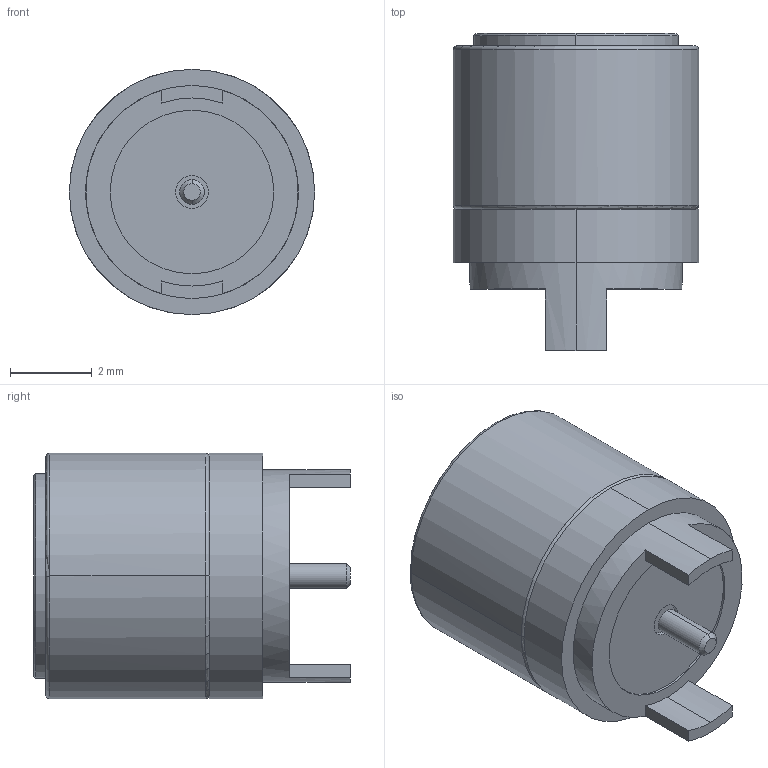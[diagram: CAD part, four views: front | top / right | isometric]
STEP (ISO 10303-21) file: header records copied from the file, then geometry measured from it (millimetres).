
FILE_DESCRIPTION (( 'STEP AP203' ), '1' );
FILE_NAME ('686-B02122001B1.STEP', '2023-02-14T08:46:49', ( 'Magnum' ), ( '' ), 'SwSTEP 2.0', 'SolidWorks 2020', '' );
FILE_SCHEMA (( 'CONFIG_CONTROL_DESIGN' ));
Length unit declared in the file: millimetre
Products named in the file (1): 686-B02122001B1
Bounding box: 6 x 7.75 x 6 mm (x, y, z)
Volume: 170.2 mm3; surface area: 194.8 mm2
Topology: 2 solids, 4 shells, 58 faces, 132 edges, 86 vertices
Faces by surface type: cylinder 23, plane 19, cone 8, torus 8
Entity records: 1742 total; most frequent: DIRECTION 333, CARTESIAN_POINT 275, ORIENTED_EDGE 260, AXIS2_PLACEMENT_3D 144, EDGE_CURVE 130, VERTEX_POINT 86, CIRCLE 85, EDGE_LOOP 68
